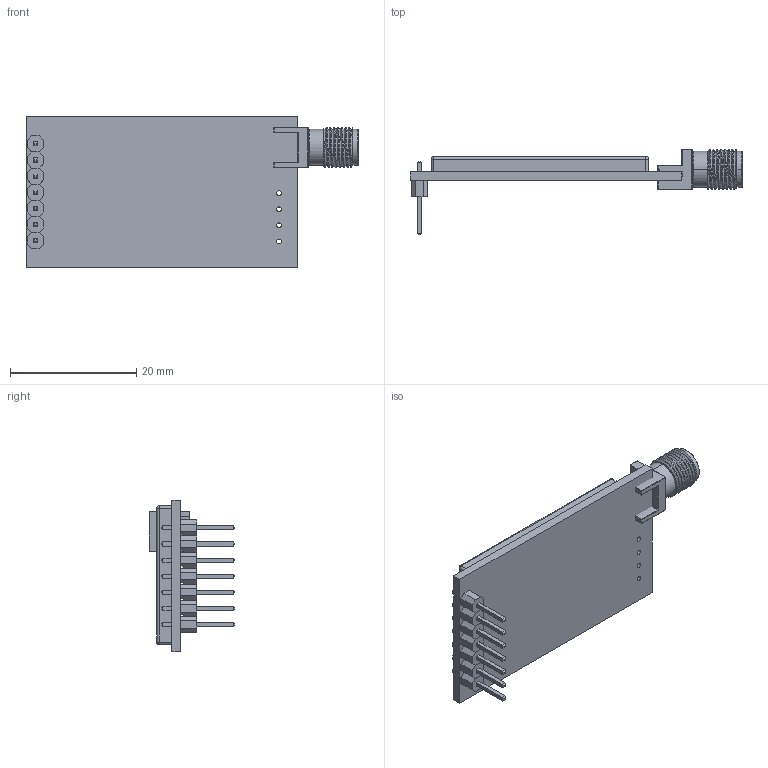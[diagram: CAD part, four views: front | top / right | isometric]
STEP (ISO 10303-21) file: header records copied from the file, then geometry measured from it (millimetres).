
FILE_DESCRIPTION (( 'STEP AP214' ), '1' );
FILE_NAME ('E32-TTL.STEP', '2024-05-06T06:15:57', ( '' ), ( '' ), 'SwSTEP 2.0', 'SolidWorks 2020', '' );
FILE_SCHEMA (( 'AUTOMOTIVE_DESIGN' ));
Length unit declared in the file: millimetre
Products named in the file (5): HEADER-1WAY-1ROW-2.54MM-VERTICAL-PCB_Predeterminado; 05_ HEADER-3WAY-1ROW-2.54MM-VERTICAL-PCB_Predeterminado; SMA CONNECTOR - EMPCB.SMAFSTJ.B.HT; E32-TTL-1W_Predeterminado; E32-TTL
Assembly tree (5 placements, depth 2):
  E32-TTL
    E32-TTL-1W_Predeterminado
    SMA CONNECTOR - EMPCB.SMAFSTJ.B.HT
    05_ HEADER-3WAY-1ROW-2.54MM-VERTICAL-PCB_Predeterminado  x2
    HEADER-1WAY-1ROW-2.54MM-VERTICAL-PCB_Predeterminado
Bounding box: 52.5 x 13.5 x 24 mm (x, y, z)
Volume: 3605.7 mm3; surface area: 3456.6 mm2
Topology: 16 solids, 16 shells, 494 faces, 1164 edges, 692 vertices
Faces by surface type: plane 294, cylinder 140, sphere 34, torus 22, cone 2, bspline 2
Entity records: 14006 total; most frequent: CARTESIAN_POINT 2834, DIRECTION 1956, ORIENTED_EDGE 1838, EDGE_CURVE 919, AXIS2_PLACEMENT_3D 676, LINE 604, VECTOR 604, VERTEX_POINT 554
